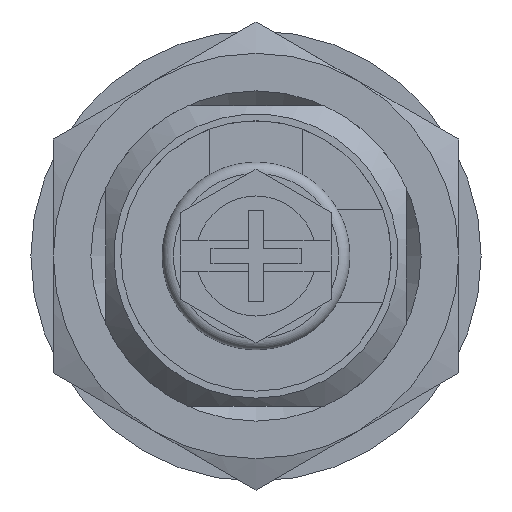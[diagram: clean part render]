
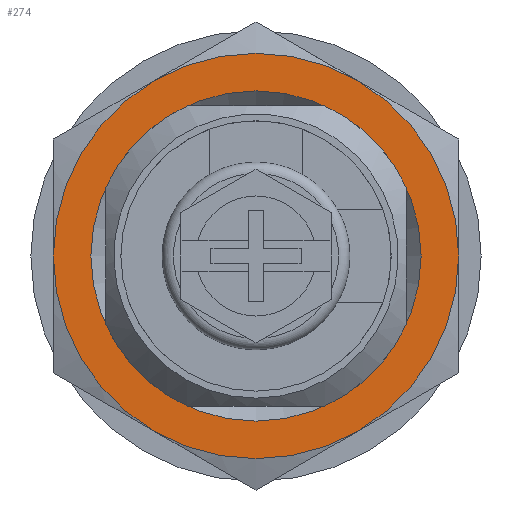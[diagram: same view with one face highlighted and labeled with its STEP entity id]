
A CAD part, front view. The second image highlights one B-rep face of the part: STEP entity #274.
In plain terms, the highlighted planar face has unit normal (0, -1, 0).
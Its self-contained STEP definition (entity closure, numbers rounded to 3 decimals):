
#274 = ADVANCED_FACE( '', ( #608, #609 ), #610, .T. );
#608 = FACE_OUTER_BOUND( '', #1045, .T. );
#609 = FACE_BOUND( '', #1046, .T. );
#610 = PLANE( '', #1047 );
#1045 = EDGE_LOOP( '', ( #1582, #1583, #1584, #1585, #1586, #1587 ) );
#1046 = EDGE_LOOP( '', ( #1588 ) );
#1047 = AXIS2_PLACEMENT_3D( '', #1589, #1590, #1591 );
#1582 = ORIENTED_EDGE( '', *, *, #2604, .T. );
#1583 = ORIENTED_EDGE( '', *, *, #2605, .T. );
#1584 = ORIENTED_EDGE( '', *, *, #2606, .T. );
#1585 = ORIENTED_EDGE( '', *, *, #2607, .T. );
#1586 = ORIENTED_EDGE( '', *, *, #2608, .T. );
#1587 = ORIENTED_EDGE( '', *, *, #2609, .T. );
#1588 = ORIENTED_EDGE( '', *, *, #2610, .F. );
#1589 = CARTESIAN_POINT( '', ( 11., -4.8, 0. ) );
#1590 = DIRECTION( '', ( 0., -1., 0. ) );
#1591 = DIRECTION( '', ( 0., 0., -1. ) );
#2604 = EDGE_CURVE( '', #3100, #3101, #3102, .T. );
#2605 = EDGE_CURVE( '', #3101, #3103, #3104, .T. );
#2606 = EDGE_CURVE( '', #3103, #3105, #3106, .T. );
#2607 = EDGE_CURVE( '', #3105, #3107, #3108, .T. );
#2608 = EDGE_CURVE( '', #3107, #3109, #3110, .T. );
#2609 = EDGE_CURVE( '', #3109, #3100, #3111, .T. );
#2610 = EDGE_CURVE( '', #3112, #3112, #3113, .T. );
#3100 = VERTEX_POINT( '', #3823 );
#3101 = VERTEX_POINT( '', #3824 );
#3102 = CIRCLE( '', #3825, 13.5 );
#3103 = VERTEX_POINT( '', #3826 );
#3104 = CIRCLE( '', #3827, 13.5 );
#3105 = VERTEX_POINT( '', #3828 );
#3106 = CIRCLE( '', #3829, 13.5 );
#3107 = VERTEX_POINT( '', #3830 );
#3108 = CIRCLE( '', #3831, 13.5 );
#3109 = VERTEX_POINT( '', #3832 );
#3110 = CIRCLE( '', #3833, 13.5 );
#3111 = CIRCLE( '', #3834, 13.5 );
#3112 = VERTEX_POINT( '', #3835 );
#3113 = CIRCLE( '', #3836, 11. );
#3823 = CARTESIAN_POINT( '', ( 6.75, -4.8, -11.691 ) );
#3824 = CARTESIAN_POINT( '', ( 13.5, -4.8, 0. ) );
#3825 = AXIS2_PLACEMENT_3D( '', #4618, #4619, #4620 );
#3826 = CARTESIAN_POINT( '', ( 6.75, -4.8, 11.691 ) );
#3827 = AXIS2_PLACEMENT_3D( '', #4621, #4622, #4623 );
#3828 = CARTESIAN_POINT( '', ( -6.75, -4.8, 11.691 ) );
#3829 = AXIS2_PLACEMENT_3D( '', #4624, #4625, #4626 );
#3830 = CARTESIAN_POINT( '', ( -13.5, -4.8, 0. ) );
#3831 = AXIS2_PLACEMENT_3D( '', #4627, #4628, #4629 );
#3832 = CARTESIAN_POINT( '', ( -6.75, -4.8, -11.691 ) );
#3833 = AXIS2_PLACEMENT_3D( '', #4630, #4631, #4632 );
#3834 = AXIS2_PLACEMENT_3D( '', #4633, #4634, #4635 );
#3835 = CARTESIAN_POINT( '', ( 0., -4.8, -11. ) );
#3836 = AXIS2_PLACEMENT_3D( '', #4636, #4637, #4638 );
#4618 = CARTESIAN_POINT( '', ( 0., -4.8, 0. ) );
#4619 = DIRECTION( '', ( 0., -1., 0. ) );
#4620 = DIRECTION( '', ( 0., 0., -1. ) );
#4621 = CARTESIAN_POINT( '', ( 0., -4.8, 0. ) );
#4622 = DIRECTION( '', ( 0., -1., 0. ) );
#4623 = DIRECTION( '', ( 0., 0., -1. ) );
#4624 = CARTESIAN_POINT( '', ( 0., -4.8, 0. ) );
#4625 = DIRECTION( '', ( 0., -1., 0. ) );
#4626 = DIRECTION( '', ( 0., 0., -1. ) );
#4627 = CARTESIAN_POINT( '', ( 0., -4.8, 0. ) );
#4628 = DIRECTION( '', ( 0., -1., 0. ) );
#4629 = DIRECTION( '', ( 0., 0., -1. ) );
#4630 = CARTESIAN_POINT( '', ( 0., -4.8, 0. ) );
#4631 = DIRECTION( '', ( 0., -1., 0. ) );
#4632 = DIRECTION( '', ( 0., 0., -1. ) );
#4633 = CARTESIAN_POINT( '', ( 0., -4.8, 0. ) );
#4634 = DIRECTION( '', ( 0., -1., 0. ) );
#4635 = DIRECTION( '', ( 0., 0., -1. ) );
#4636 = CARTESIAN_POINT( '', ( 0., -4.8, 0. ) );
#4637 = DIRECTION( '', ( 0., -1., 0. ) );
#4638 = DIRECTION( '', ( 0., 0., -1. ) );
